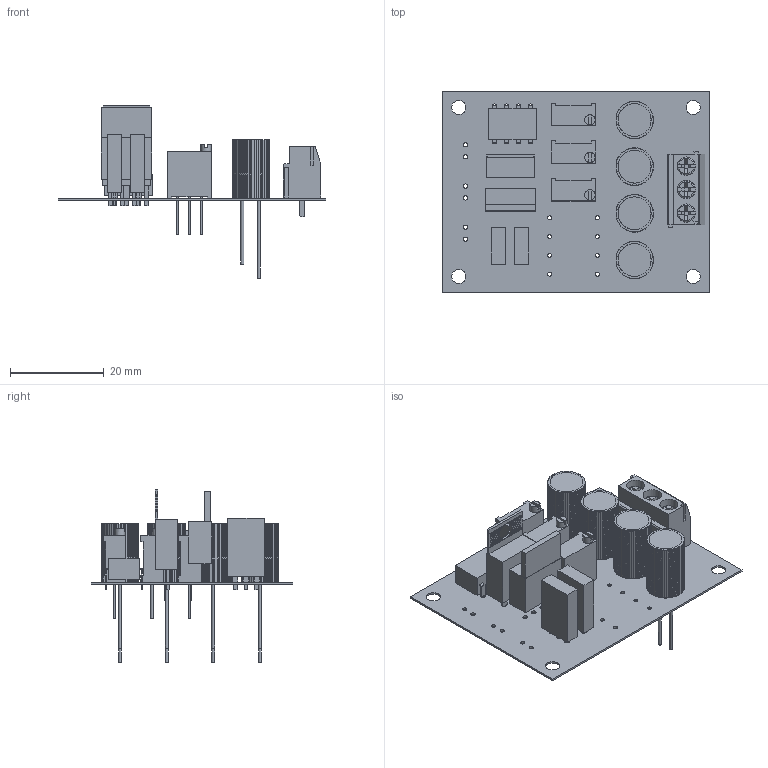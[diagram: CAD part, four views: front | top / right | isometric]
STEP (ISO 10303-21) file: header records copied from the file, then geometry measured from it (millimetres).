
FILE_DESCRIPTION(('Open CASCADE Model'),'2;1');
FILE_NAME('Open CASCADE Shape Model','2023-05-26T21:28:45',('Author'),( 'Open CASCADE'),'Open CASCADE STEP processor 7.5','Open CASCADE 7.5' ,'Unknown');
FILE_SCHEMA(('AUTOMOTIVE_DESIGN { 1 0 10303 214 1 1 1 1 }'));
Length unit declared in the file: millimetre
Products named in the file (87): PCB; Board; Open CASCADE STEP translator 7.5 2.1.1; VR3; 5960370816; VR2; VR1; U3; 5952109600; Extruded; 5952106560; U2; 5952107760; 5952109040; 5952108000; 5952109680; 5952094960; 5952104400; 5952103600; 5952100000; 5952101040; 5952103040; 5952110960; 5952107680; 5952103920; 5952102480; 5952105040; 5952097040; 5952102720; 5952093840; 5952110800; U1; 5952093920; 5952094560; 5952105600; 5952106480; Q2; 5952100800; 5952108080; 5952095520 ...
Assembly tree (163 placements, depth 4):
  PCB
    Board
      Open CASCADE STEP translator 7.5 2.1.1
    VR3
      5960370816
    VR2
      5960370816
    VR1
      5960370816
    U3
      5952109600
        Extruded
      5952106560
        Extruded
    U2
      5952107760  x3
        Extruded
      5952109040  x3
        Extruded
      5952108000
        Extruded
      5952109680
        Extruded
      5952094960  x4
        Extruded
      5952104400  x2
        Extruded
      5952103600  x2
        Extruded
      5952100000  x2
        Extruded
      5952101040  x2
        Extruded
      5952103040  x4
        Extruded
      5952110960  x2
        Extruded
      5952107680  x2
        Extruded
      5952103920  x2
        Extruded
      5952102480  x2
        Extruded
      5952105040  x2
        Extruded
      5952097040  x2
        Extruded
      5952102720  x2
        Extruded
      5952093840  x2
        Extruded
      5952110800
        Extruded
    U1
      5952093920
        Extruded
      5952094560  x8
        Extruded
      5952105600  x8
        Extruded
Bounding box: 57 x 43 x 36.68 mm (x, y, z)
Volume: 10021.7 mm3; surface area: 16425.4 mm2
Topology: 128 solids, 128 shells, 1915 faces, 4917 edges, 3255 vertices
Faces by surface type: plane 1721, cylinder 179, torus 9, cone 6
Full cylindrical faces by diameter (mm): 0.51 x9, 0.6 x8, 0.71 x9, 0.85 x8, 0.9 x22, 1 x12, 1.5 x3, 2 x6, 2.19 x3, 2.4 x3, 2.75 x3, 2.9 x3, 3 x4, 3.8 x3, 3.9 x3
Entity records: 23767 total; most frequent: CARTESIAN_POINT 3812, DIRECTION 3662, ORIENTED_EDGE 3526, EDGE_CURVE 1763, LINE 1510, VECTOR 1510, VERTEX_POINT 1165, AXIS2_PLACEMENT_3D 1076
